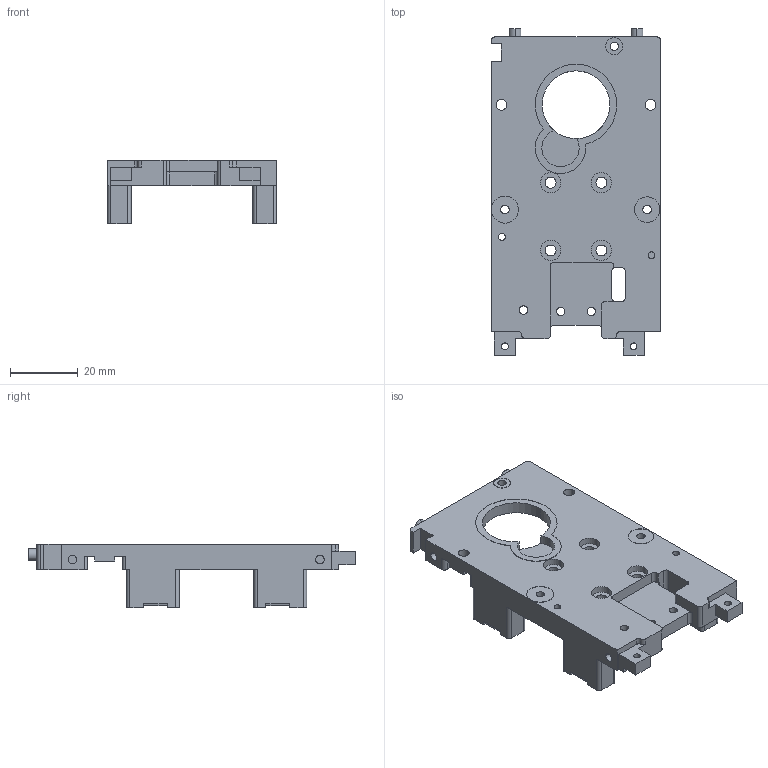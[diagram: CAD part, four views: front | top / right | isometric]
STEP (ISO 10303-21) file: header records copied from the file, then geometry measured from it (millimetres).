
FILE_DESCRIPTION (( 'STEP AP214' ), '1' );
FILE_NAME ('q2驗芛菁釱.STEP', '2025-10-14T05:31:22', ( '' ), ( '' ), 'SwSTEP 2.0', 'SolidWorks 2024', '' );
FILE_SCHEMA (( 'AUTOMOTIVE_DESIGN' ));
Length unit declared in the file: millimetre
Products named in the file (1): q2喷头底座
Bounding box: 50 x 96.5 x 18.85 mm (x, y, z)
Volume: 24712.7 mm3; surface area: 15449.3 mm2
Topology: 1 solids, 1 shells, 373 faces, 1036 edges, 688 vertices
Faces by surface type: plane 211, cylinder 162
Entity records: 12567 total; most frequent: CARTESIAN_POINT 2163, DIRECTION 2101, ORIENTED_EDGE 2072, EDGE_CURVE 1036, LINE 701, VECTOR 701, AXIS2_PLACEMENT_3D 700, VERTEX_POINT 688
